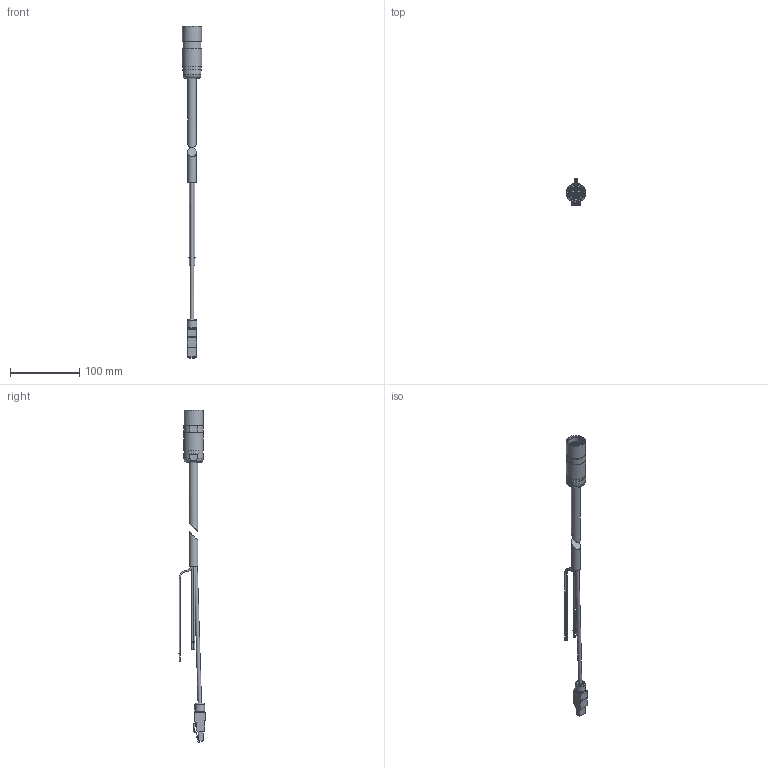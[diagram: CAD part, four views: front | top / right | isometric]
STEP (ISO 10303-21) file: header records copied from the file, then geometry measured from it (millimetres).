
FILE_DESCRIPTION(/* description */ ('STEP AP214'),/* implementation_level */ '2;1');
FILE_NAME(/* name */ '5251383_NEBM-M23G15-EH-7_5-Q9N-R3LEG14',/* time_stamp */ '2024-09-12T19:21:55+02:00',/* author */ ('License CC BY-ND 4.0'),/* organization */ ('CADENAS'),/* preprocessor_version */ 'ST-DEVELOPER v19.3',/* originating_system */ 'PARTsolutions',/* authorisation */ ' ');
FILE_SCHEMA (('AUTOMOTIVE_DESIGN {1 0 10303 214 3 1 1}'));
Length unit declared in the file: millimetre
Products named in the file (3): 5251383 NEBM-M23G15-EH-7.5-Q9N-R3LEG14; 5251383 NEBM-M23G15-EH-7.5-Q9N-R3LEG14---(400P1); 5251383 NEBM-M23G15-EH-7.5-Q9N-R3LEG14---(P2)
Assembly tree (2 placements, depth 2):
  5251383 NEBM-M23G15-EH-7.5-Q9N-R3LEG14
    5251383 NEBM-M23G15-EH-7.5-Q9N-R3LEG14---(400P1)
    5251383 NEBM-M23G15-EH-7.5-Q9N-R3LEG14---(P2)
Bounding box: 28 x 37.85 x 479.85 mm (x, y, z)
Volume: 71289.1 mm3; surface area: 28134.8 mm2
Topology: 2 solids, 2 shells, 333 faces, 757 edges, 475 vertices
Faces by surface type: plane 145, cylinder 115, torus 42, cone 31
Full cylindrical faces by diameter (mm): 0.7 x6, 1.2 x4, 1.452 x4, 1.5 x6, 1.85 x6, 2.25 x5, 2.3 x4, 3.9 x4, 4.9 x4, 5 x1, 5.2 x1, 7.1 x1, 12.8 x2, 13 x2, 13.9 x1, 22 x1, 23.4 x1, 24.35 x1, 26.6 x1, 26.632 x1, 27.57 x1, 28 x2
Entity records: 10991 total; most frequent: DIRECTION 1591, CARTESIAN_POINT 1471, ORIENTED_EDGE 1226, AXIS2_PLACEMENT_3D 653, EDGE_CURVE 613, EDGE_LOOP 510, FACE_BOUND 510, VERTEX_POINT 459
